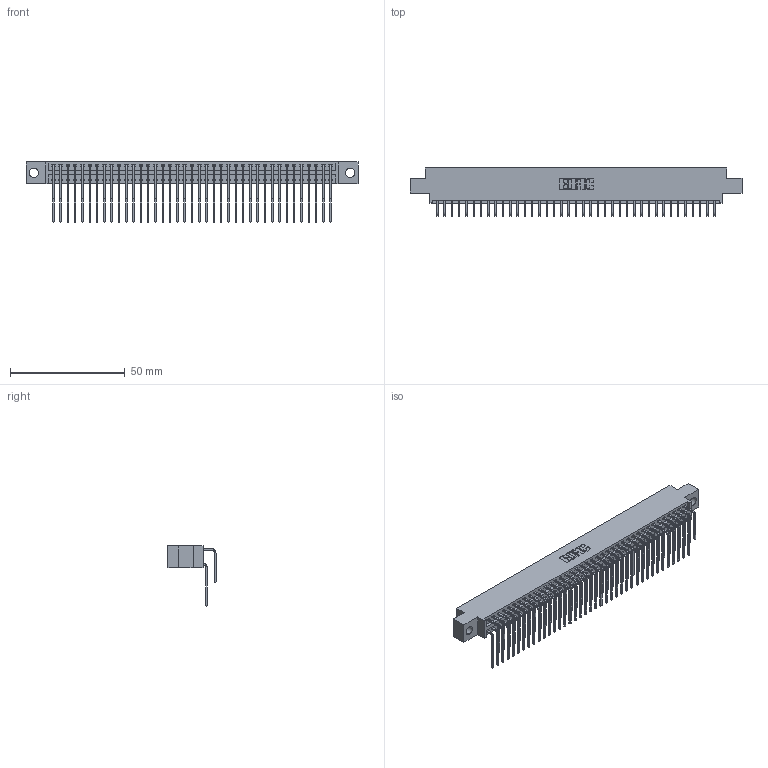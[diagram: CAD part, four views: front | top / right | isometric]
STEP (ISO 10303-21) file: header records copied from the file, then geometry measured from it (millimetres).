
FILE_DESCRIPTION (( 'STEP AP203' ), '1' );
FILE_NAME ('346-078-559-804.STEP', '2022-05-25T14:51:29', ( '' ), ( '' ), 'SwSTEP 2.0', 'SolidWorks 2020', '' );
FILE_SCHEMA (( 'CONFIG_CONTROL_DESIGN' ));
Length unit declared in the file: inch
Products named in the file (4): 346-078-559-804; 345-292-001_559 Tail - 2; 346 Part_0.170 Offset - 0.156 Dia-TH; 345-292-001_558 559 Tail - 1
Assembly tree (79 placements, depth 2):
  346-078-559-804
    346 Part_0.170 Offset - 0.156 Dia-TH
    345-292-001_558 559 Tail - 1  x39
    345-292-001_559 Tail - 2  x39
Bounding box: 144.4 x 20.89 x 26.16 mm (x, y, z)
Volume: 14246.8 mm3; surface area: 21722.2 mm2
Topology: 79 solids, 79 shells, 4352 faces, 12935 edges, 8518 vertices
Faces by surface type: plane 2980, cylinder 1372
Entity records: 28191 total; most frequent: CARTESIAN_POINT 4709, ORIENTED_EDGE 4590, DIRECTION 4171, EDGE_CURVE 2295, LINE 1967, VECTOR 1967, VERTEX_POINT 1526, AXIS2_PLACEMENT_3D 1102
